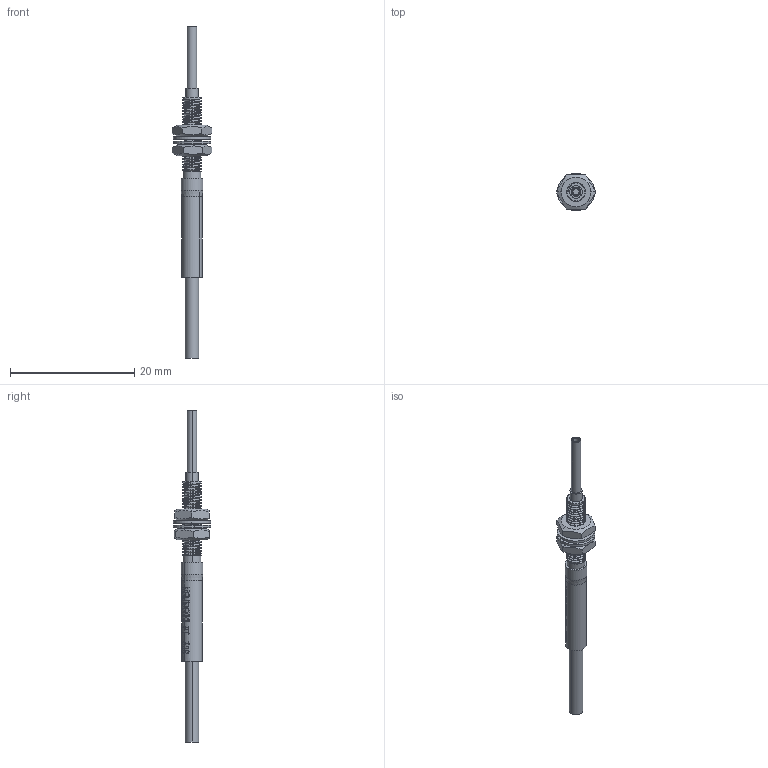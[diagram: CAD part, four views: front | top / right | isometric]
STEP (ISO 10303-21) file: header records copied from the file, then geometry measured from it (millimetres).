
FILE_DESCRIPTION (( 'STEP AP203' ), '1' );
FILE_NAME ('PT-32-I.STEP', '2018-08-02T07:06:40', ( 'XiaZaiMa.COM' ), ( 'Win10NeT.COM' ), 'SwSTEP 2.0', 'SolidWorks 2016', '' );
FILE_SCHEMA (( 'CONFIG_CONTROL_DESIGN' ));
Length unit declared in the file: millimetre
Products named in the file (5): 3.0热缩管; hex thin nuts-grades ab-chamfered gb_GB_FASTENER_NUT_STNAB M3-N; PT-32-I-S-M-L; lock washers internal teeth gb_GB_LOCK_WASHERS_TYPE1 3; PT-32-I
Assembly tree (6 placements, depth 2):
  PT-32-I
    PT-32-I-S-M-L
    hex thin nuts-grades ab-chamfered gb_GB_FASTENER_NUT_STNAB M3-N  x2
    lock washers internal teeth gb_GB_LOCK_WASHERS_TYPE1 3  x2
    3.0热缩管
Bounding box: 6.35 x 6 x 53.5 mm (x, y, z)
Volume: 340.2 mm3; surface area: 1044.7 mm2
Topology: 6 solids, 6 shells, 544 faces, 1545 edges, 1021 vertices
Faces by surface type: plane 259, bspline 144, cylinder 119, cone 22
Entity records: 26197 total; most frequent: CARTESIAN_POINT 14384, ORIENTED_EDGE 2836, DIRECTION 1696, EDGE_CURVE 1418, VERTEX_POINT 939, LINE 698, VECTOR 698, EDGE_LOOP 509
